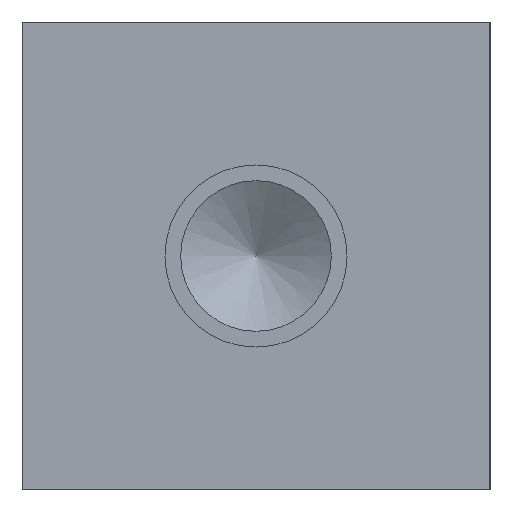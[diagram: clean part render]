
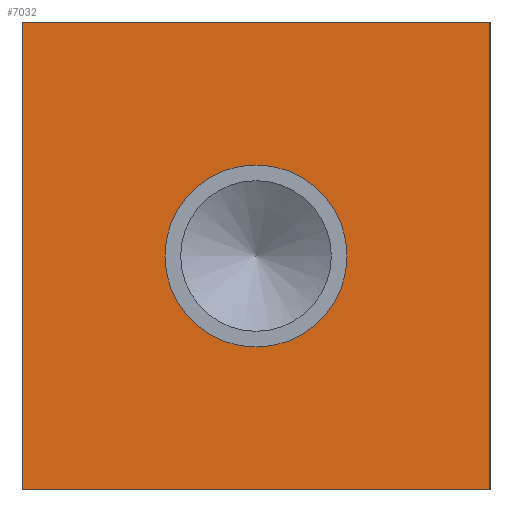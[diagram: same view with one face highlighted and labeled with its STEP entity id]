
A CAD part, left-side view. The second image highlights one B-rep face of the part: STEP entity #7032.
In plain terms, the highlighted planar face has unit normal (-1, 0, 0).
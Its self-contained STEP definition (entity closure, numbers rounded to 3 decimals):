
#174=CIRCLE('',#7437,8.649);
#175=CIRCLE('',#7438,8.649);
#230=FACE_BOUND('',#1236,.T.);
#467=PLANE('',#7440);
#824=FACE_OUTER_BOUND('',#1235,.T.);
#1235=EDGE_LOOP('',(#6283,#6284,#6285,#6286));
#1236=EDGE_LOOP('',(#6287,#6288));
#1510=LINE('',#10630,#2202);
#1936=LINE('',#11884,#2628);
#1937=LINE('',#11885,#2629);
#1938=LINE('',#11886,#2630);
#2202=VECTOR('',#7852,10.);
#2628=VECTOR('',#8910,10.);
#2629=VECTOR('',#8911,10.);
#2630=VECTOR('',#8912,10.);
#3052=VERTEX_POINT('',#10623);
#3055=VERTEX_POINT('',#10628);
#3436=VERTEX_POINT('',#11874);
#3437=VERTEX_POINT('',#11875);
#3438=VERTEX_POINT('',#11882);
#3439=VERTEX_POINT('',#11883);
#3838=EDGE_CURVE('',#3055,#3052,#1510,.T.);
#4390=EDGE_CURVE('',#3436,#3437,#174,.T.);
#4391=EDGE_CURVE('',#3437,#3436,#175,.T.);
#4394=EDGE_CURVE('',#3438,#3439,#1936,.T.);
#4395=EDGE_CURVE('',#3439,#3052,#1937,.T.);
#4396=EDGE_CURVE('',#3438,#3055,#1938,.T.);
#6283=ORIENTED_EDGE('',*,*,#4394,.T.);
#6284=ORIENTED_EDGE('',*,*,#4395,.T.);
#6285=ORIENTED_EDGE('',*,*,#3838,.F.);
#6286=ORIENTED_EDGE('',*,*,#4396,.F.);
#6287=ORIENTED_EDGE('',*,*,#4390,.T.);
#6288=ORIENTED_EDGE('',*,*,#4391,.T.);
#7032=ADVANCED_FACE('',(#824,#230),#467,.T.);
#7437=AXIS2_PLACEMENT_3D('',#11876,#8900,#8901);
#7438=AXIS2_PLACEMENT_3D('',#11877,#8902,#8903);
#7440=AXIS2_PLACEMENT_3D('',#11881,#8908,#8909);
#7852=DIRECTION('',(0.,-1.,0.));
#8900=DIRECTION('center_axis',(1.,0.,0.));
#8901=DIRECTION('ref_axis',(0.,1.,0.));
#8902=DIRECTION('center_axis',(1.,0.,0.));
#8903=DIRECTION('ref_axis',(0.,1.,0.));
#8908=DIRECTION('center_axis',(-1.,0.,0.));
#8909=DIRECTION('ref_axis',(0.,-1.,0.));
#8910=DIRECTION('',(0.,-1.,0.));
#8911=DIRECTION('',(0.,0.,1.));
#8912=DIRECTION('',(0.,0.,1.));
#10623=CARTESIAN_POINT('',(0.,0.,44.45));
#10628=CARTESIAN_POINT('',(0.,44.45,44.45));
#10630=CARTESIAN_POINT('',(0.,44.45,44.45));
#11874=CARTESIAN_POINT('',(0.,30.874,22.225));
#11875=CARTESIAN_POINT('',(0.,13.576,22.225));
#11876=CARTESIAN_POINT('Origin',(0.,22.225,22.225));
#11877=CARTESIAN_POINT('Origin',(0.,22.225,22.225));
#11881=CARTESIAN_POINT('Origin',(0.,44.45,0.));
#11882=CARTESIAN_POINT('',(0.,44.45,0.));
#11883=CARTESIAN_POINT('',(0.,0.,0.));
#11884=CARTESIAN_POINT('',(0.,44.45,0.));
#11885=CARTESIAN_POINT('',(0.,0.,0.));
#11886=CARTESIAN_POINT('',(0.,44.45,0.));
